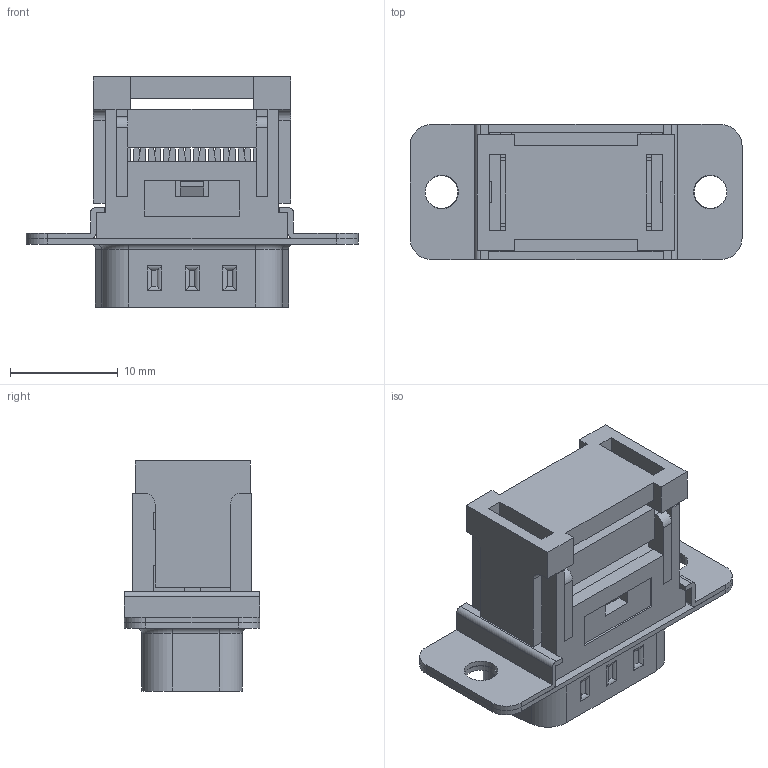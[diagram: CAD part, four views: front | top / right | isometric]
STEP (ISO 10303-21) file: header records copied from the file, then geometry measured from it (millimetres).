
FILE_DESCRIPTION( ( 'Unknown' ), '1' );
FILE_NAME( '618009221823.stp', 'Unknown', ( 'Unknown' ), ( 'Unknown' ), 'PSStep 18.0.17', 'Unknown', ' ' );
FILE_SCHEMA( ( 'AUTOMOTIVE_DESIGN { 1 0 10303 214 1 1 1 1 }' ) );
Length unit declared in the file: millimetre
Products named in the file (8): Assem1; 618009221823_Socle; 618009221823; 6180xx221823_PIN; 618009221x23; 6180xx221x23_FLANGE; 618009221x23_PAD; 618009221x23_Strain_Relief
Assembly tree (16 placements, depth 2):
  Assem1
    618009221823_Socle
    618009221823
    6180xx221823_PIN  x9
    618009221x23
    6180xx221x23_FLANGE  x2
    618009221x23_PAD
    618009221x23_Strain_Relief
Bounding box: 30.81 x 12.55 x 21.35 mm (x, y, z)
Volume: 2626.4 mm3; surface area: 5605.4 mm2
Topology: 16 solids, 16 shells, 653 faces, 1750 edges, 1141 vertices
Faces by surface type: plane 507, cylinder 129, cone 9, torus 8
Full cylindrical faces by diameter (mm): 1 x18, 3.05 x2, 3.1 x2
Entity records: 19312 total; most frequent: CARTESIAN_POINT 2693, ORIENTED_EDGE 2636, DIRECTION 2496, EDGE_CURVE 1318, LINE 1142, VECTOR 1142, VERTEX_POINT 874, AXIS2_PLACEMENT_3D 677
